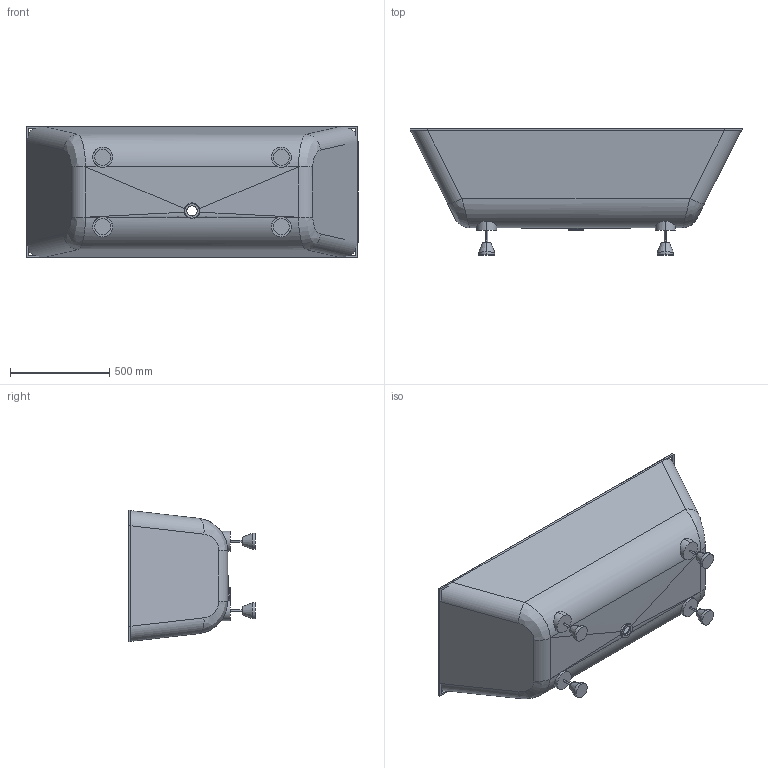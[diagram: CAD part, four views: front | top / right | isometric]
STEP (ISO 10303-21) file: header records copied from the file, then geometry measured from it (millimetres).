
FILE_DESCRIPTION (( 'STEP AP214' ), '1' );
FILE_NAME ('TH-1.STEP', '2018-04-27T10:55:14', ( 'Admin' ), ( '' ), 'SwSTEP 2.0', 'SolidWorks 2017', '' );
FILE_SCHEMA (( 'AUTOMOTIVE_DESIGN' ));
Length unit declared in the file: millimetre
Products named in the file (1): TH-1
Bounding box: 1672.39 x 635 x 660.13 mm (x, y, z)
Volume: 26838515.9 mm3; surface area: 5302837 mm2
Topology: 2 solids, 2 shells, 109 faces, 264 edges, 163 vertices
Faces by surface type: cylinder 44, plane 32, bspline 25, cone 8
Entity records: 10500 total; most frequent: CARTESIAN_POINT 8162, ORIENTED_EDGE 520, DIRECTION 404, EDGE_CURVE 260, VERTEX_POINT 163, AXIS2_PLACEMENT_3D 152, EDGE_LOOP 121, ADVANCED_FACE 109
